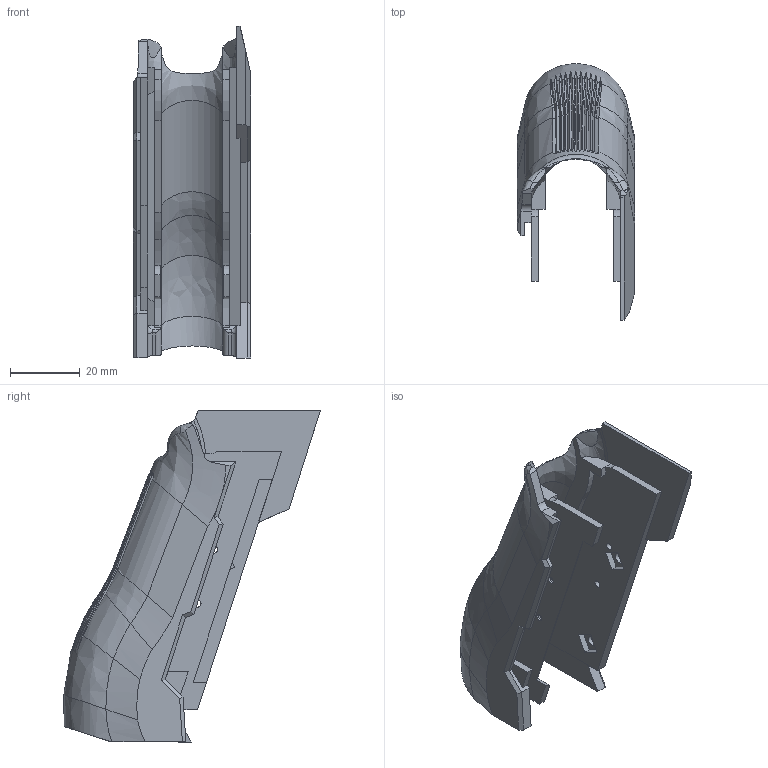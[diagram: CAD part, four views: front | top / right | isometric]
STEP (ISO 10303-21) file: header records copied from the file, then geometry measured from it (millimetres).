
FILE_DESCRIPTION(/* description */ ('Unknown'),/* implementation_level */ '2;1');
FILE_NAME(/* name */ 'jericho941_pre2007_grip_cowboyBebop_backstrap_midSize',/* time_stamp */ '2024-08-03T21:49:18-10:00',/* author */ ('Unknown'),/* organization */ ('Unknown'),/* preprocessor_version */ 'ST-DEVELOPER v18.1',/* originating_system */ 'Solid Edge',/* authorisation */ 'Unknown');
FILE_SCHEMA (('AUTOMOTIVE_DESIGN {1 0 10303 214 3 1 1}'));
Length unit declared in the file: millimetre
Products named in the file (2): jericho941_pre2007_grips; jericho941_pre2007_grip_cowboyBebop_backstrap_small
Assembly tree (1 placements, depth 2):
  jericho941_pre2007_grips
    jericho941_pre2007_grip_cowboyBebop_backstrap_small
Bounding box: 33.5 x 73.45 x 95 mm (x, y, z)
Volume: 28730.1 mm3; surface area: 18545.4 mm2
Topology: 1 solids, 1 shells, 283 faces, 789 edges, 512 vertices
Faces by surface type: plane 118, bspline 115, cylinder 45, cone 3, torus 2
Full cylindrical faces by diameter (mm): 2 x4, 3 x2
Entity records: 10463 total; most frequent: CARTESIAN_POINT 4021, ORIENTED_EDGE 1554, DIRECTION 1024, EDGE_CURVE 777, VERTEX_POINT 508, LINE 342, VECTOR 342, AXIS2_PLACEMENT_3D 341
